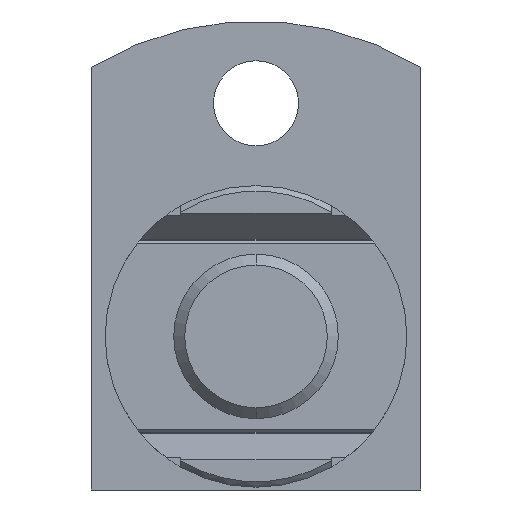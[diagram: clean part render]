
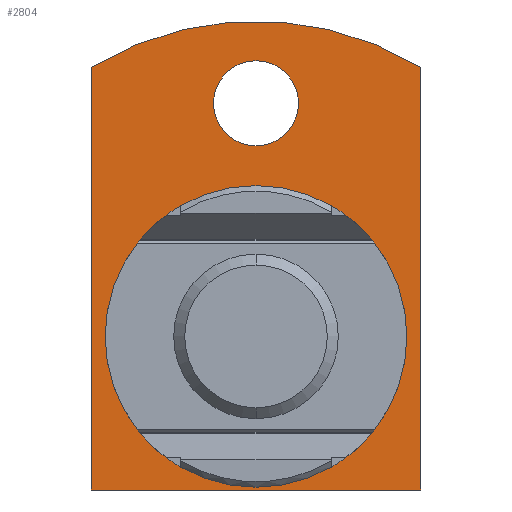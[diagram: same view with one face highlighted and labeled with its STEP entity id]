
A CAD part, front view. The second image highlights one B-rep face of the part: STEP entity #2804.
In plain terms, the highlighted planar face has unit normal (0, -1, 0).
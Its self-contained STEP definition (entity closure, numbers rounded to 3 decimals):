
#23 = VECTOR ( 'NONE', #1972, 1000. ) ;
#232 = ORIENTED_EDGE ( 'NONE', *, *, #7496, .T. ) ;
#234 = LINE ( 'NONE', #554, #23 ) ;
#546 = CARTESIAN_POINT ( 'NONE',  ( 6., -5., -5.6 ) ) ;
#554 = CARTESIAN_POINT ( 'NONE',  ( -6., -5., 11.5 ) ) ;
#555 = AXIS2_PLACEMENT_3D ( 'NONE', #6509, #5871, #5842 ) ;
#625 = VECTOR ( 'NONE', #9147, 1000. ) ;
#654 = EDGE_CURVE ( 'Defeature ausgef�hrt5_13+Defeature ausgef�hrt5_14+Defeature ausgef�hrt5_14+Defeature ausgef�hrt5_14', #4576, #3856, #2126, .T. ) ;
#981 = VECTOR ( 'NONE', #3565, 1000. ) ;
#1250 = EDGE_LOOP ( 'NONE', ( #8652, #2075 ) ) ;
#1274 = FACE_BOUND ( 'NONE', #5631, .T. ) ;
#1305 = LINE ( 'NONE', #8394, #625 ) ;
#1505 = AXIS2_PLACEMENT_3D ( 'NONE', #6930, #4970, #2749 ) ;
#1972 = DIRECTION ( 'NONE',  ( 0., 0., -1. ) ) ;
#2010 = DIRECTION ( 'NONE',  ( -1., 0., 0. ) ) ;
#2018 = EDGE_CURVE ( 'Defeature ausgef�hrt5_9+Defeature ausgef�hrt5_13+Defeature ausgef�hrt5_22+Defeature ausgef�hrt5_23', #8562, #3173, #7086, .T. ) ;
#2028 = CARTESIAN_POINT ( 'NONE',  ( -1.55, -5., 8.5 ) ) ;
#2063 = FACE_BOUND ( 'NONE', #1250, .T. ) ;
#2075 = ORIENTED_EDGE ( 'NONE', *, *, #3558, .T. ) ;
#2126 = CIRCLE ( 'NONE', #6955, 5.5 ) ;
#2614 = CIRCLE ( 'NONE', #6009, 1.55 ) ;
#2749 = DIRECTION ( 'NONE',  ( -1., 0., 0. ) ) ;
#2803 = CARTESIAN_POINT ( 'NONE',  ( 0., -5., -5.6 ) ) ;
#2804 = ADVANCED_FACE ( 'Defeature ausgef�hrt5_13', ( #2063, #6276, #1274 ), #8370, .F. ) ;
#2829 = DIRECTION ( 'NONE',  ( -1., 0., 0. ) ) ;
#3047 = VERTEX_POINT ( 'NONE', #8137 ) ;
#3125 = LINE ( 'NONE', #2803, #981 ) ;
#3173 = VERTEX_POINT ( 'NONE', #4868 ) ;
#3209 = CARTESIAN_POINT ( 'NONE',  ( 0., -5., 8.5 ) ) ;
#3558 = EDGE_CURVE ( 'Defeature ausgef�hrt5_13+Defeature ausgef�hrt5_174+Defeature ausgef�hrt5_174+Defeature ausgef�hrt5_174', #3047, #4707, #2614, .T. ) ;
#3565 = DIRECTION ( 'NONE',  ( 1., 0., 0. ) ) ;
#3835 = EDGE_LOOP ( 'NONE', ( #4461, #4540, #232, #5393 ) ) ;
#3856 = VERTEX_POINT ( 'NONE', #9333 ) ;
#4153 = CIRCLE ( 'NONE', #555, 5.5 ) ;
#4369 = VERTEX_POINT ( 'NONE', #7356 ) ;
#4461 = ORIENTED_EDGE ( 'NONE', *, *, #9241, .T. ) ;
#4540 = ORIENTED_EDGE ( 'NONE', *, *, #6339, .T. ) ;
#4576 = VERTEX_POINT ( 'NONE', #5539 ) ;
#4661 = AXIS2_PLACEMENT_3D ( 'NONE', #7188, #8511, #2829 ) ;
#4707 = VERTEX_POINT ( 'NONE', #2028 ) ;
#4868 = CARTESIAN_POINT ( 'NONE',  ( 6., -5., 9.811 ) ) ;
#4970 = DIRECTION ( 'NONE',  ( 0., 1., 0. ) ) ;
#5123 = CARTESIAN_POINT ( 'NONE',  ( -6., -5., 9.811 ) ) ;
#5200 = CIRCLE ( 'NONE', #5508, 1.55 ) ;
#5362 = DIRECTION ( 'NONE',  ( 0., 1., 0. ) ) ;
#5393 = ORIENTED_EDGE ( 'NONE', *, *, #2018, .F. ) ;
#5424 = DIRECTION ( 'NONE',  ( -1., 0., 0. ) ) ;
#5508 = AXIS2_PLACEMENT_3D ( 'NONE', #5652, #9300, #2010 ) ;
#5539 = CARTESIAN_POINT ( 'NONE',  ( 5.5, -5., 0. ) ) ;
#5631 = EDGE_LOOP ( 'NONE', ( #6640, #6141 ) ) ;
#5652 = CARTESIAN_POINT ( 'NONE',  ( 0., -5., 8.5 ) ) ;
#5806 = VERTEX_POINT ( 'NONE', #546 ) ;
#5842 = DIRECTION ( 'NONE',  ( -1., 0., 0. ) ) ;
#5871 = DIRECTION ( 'NONE',  ( 0., 1., 0. ) ) ;
#6009 = AXIS2_PLACEMENT_3D ( 'NONE', #3209, #9049, #6187 ) ;
#6115 = CARTESIAN_POINT ( 'NONE',  ( 0., -5., 0. ) ) ;
#6141 = ORIENTED_EDGE ( 'NONE', *, *, #654, .T. ) ;
#6187 = DIRECTION ( 'NONE',  ( -1., 0., 0. ) ) ;
#6276 = FACE_OUTER_BOUND ( 'NONE', #3835, .T. ) ;
#6339 = EDGE_CURVE ( 'Defeature ausgef�hrt5_13+Defeature ausgef�hrt5_34+Defeature ausgef�hrt5_22+Defeature ausgef�hrt5_23', #4369, #5806, #3125, .T. ) ;
#6441 = EDGE_CURVE ( 'Defeature ausgef�hrt5_13+Defeature ausgef�hrt5_174+Defeature ausgef�hrt5_174+Defeature ausgef�hrt5_174', #4707, #3047, #5200, .T. ) ;
#6509 = CARTESIAN_POINT ( 'NONE',  ( 0., -5., 0. ) ) ;
#6640 = ORIENTED_EDGE ( 'NONE', *, *, #8476, .T. ) ;
#6930 = CARTESIAN_POINT ( 'NONE',  ( 0., -5., 11.5 ) ) ;
#6955 = AXIS2_PLACEMENT_3D ( 'NONE', #6115, #5362, #5424 ) ;
#7086 = CIRCLE ( 'NONE', #4661, 11.5 ) ;
#7188 = CARTESIAN_POINT ( 'NONE',  ( 0., -5., 0. ) ) ;
#7356 = CARTESIAN_POINT ( 'NONE',  ( -6., -5., -5.6 ) ) ;
#7496 = EDGE_CURVE ( 'Defeature ausgef�hrt5_13+Defeature ausgef�hrt5_23+Defeature ausgef�hrt5_34+Defeature ausgef�hrt5_9', #5806, #3173, #1305, .T. ) ;
#8137 = CARTESIAN_POINT ( 'NONE',  ( 1.55, -5., 8.5 ) ) ;
#8370 = PLANE ( 'NONE',  #1505 ) ;
#8394 = CARTESIAN_POINT ( 'NONE',  ( 6., -5., 11.5 ) ) ;
#8476 = EDGE_CURVE ( 'Defeature ausgef�hrt5_13+Defeature ausgef�hrt5_14+Defeature ausgef�hrt5_14+Defeature ausgef�hrt5_14', #3856, #4576, #4153, .T. ) ;
#8511 = DIRECTION ( 'NONE',  ( 0., 1., 0. ) ) ;
#8562 = VERTEX_POINT ( 'NONE', #5123 ) ;
#8652 = ORIENTED_EDGE ( 'NONE', *, *, #6441, .T. ) ;
#9049 = DIRECTION ( 'NONE',  ( 0., 1., 0. ) ) ;
#9147 = DIRECTION ( 'NONE',  ( 0., 0., 1. ) ) ;
#9241 = EDGE_CURVE ( 'Defeature ausgef�hrt5_13+Defeature ausgef�hrt5_22+Defeature ausgef�hrt5_9+Defeature ausgef�hrt5_34', #8562, #4369, #234, .T. ) ;
#9300 = DIRECTION ( 'NONE',  ( 0., 1., 0. ) ) ;
#9333 = CARTESIAN_POINT ( 'NONE',  ( -5.5, -5., 0. ) ) ;
